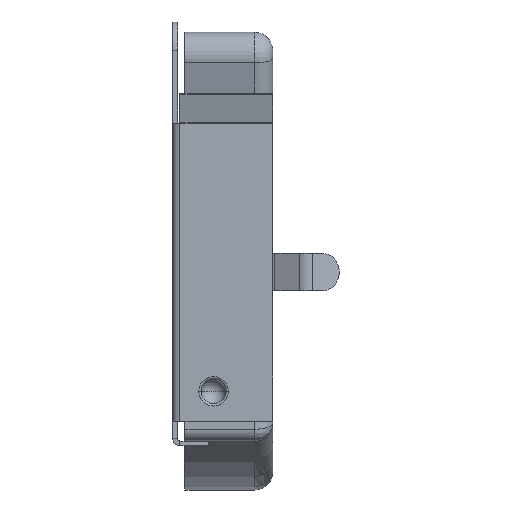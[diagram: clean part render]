
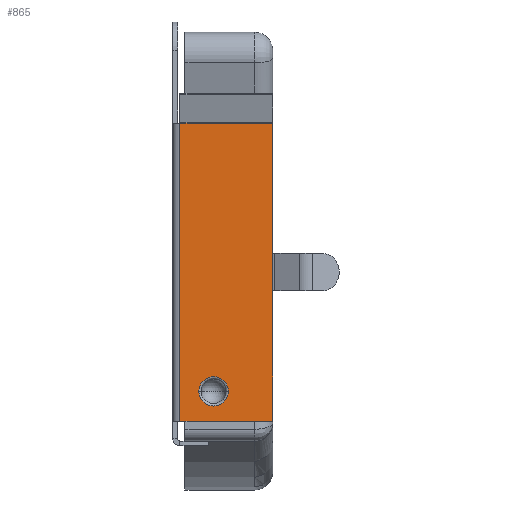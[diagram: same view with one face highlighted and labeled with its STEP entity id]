
A CAD part, left-side view. The second image highlights one B-rep face of the part: STEP entity #865.
In plain terms, the highlighted planar face has unit normal (-1, 0, 0).
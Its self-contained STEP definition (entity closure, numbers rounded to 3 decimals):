
#107 = EDGE_CURVE ( 'NONE', #2568, #5892, #2410, .T. ) ;
#203 = LINE ( 'NONE', #5173, #6713 ) ;
#593 = CARTESIAN_POINT ( 'NONE',  ( -9.35, 3.89, -7.85 ) ) ;
#596 = VECTOR ( 'NONE', #5741, 1000. ) ;
#811 = ORIENTED_EDGE ( 'NONE', *, *, #6107, .T. ) ;
#865 = ADVANCED_FACE ( 'NONE', ( #6604, #4967 ), #1869, .T. ) ;
#912 = DIRECTION ( 'NONE',  ( 0., -1., 0. ) ) ;
#957 = EDGE_LOOP ( 'NONE', ( #4499, #5935, #3909, #1667, #811, #4396 ) ) ;
#1067 = DIRECTION ( 'NONE',  ( 0., 0., -1. ) ) ;
#1090 = LINE ( 'NONE', #6567, #5552 ) ;
#1142 = AXIS2_PLACEMENT_3D ( 'NONE', #1513, #6694, #912 ) ;
#1363 = CARTESIAN_POINT ( 'NONE',  ( -9.35, 0., -7.85 ) ) ;
#1513 = CARTESIAN_POINT ( 'NONE',  ( -9.35, 2.48, -6.6 ) ) ;
#1631 = CARTESIAN_POINT ( 'NONE',  ( -9.35, 3.097, -6.6 ) ) ;
#1667 = ORIENTED_EDGE ( 'NONE', *, *, #4645, .F. ) ;
#1827 = DIRECTION ( 'NONE',  ( 0., 0., -1. ) ) ;
#1856 = CARTESIAN_POINT ( 'NONE',  ( -9.35, 1.863, -6.6 ) ) ;
#1869 = PLANE ( 'NONE',  #2804 ) ;
#1910 = DIRECTION ( 'NONE',  ( -1., 0., 0. ) ) ;
#1995 = EDGE_LOOP ( 'NONE', ( #4138, #2999 ) ) ;
#2076 = VECTOR ( 'NONE', #2265, 1000. ) ;
#2251 = CARTESIAN_POINT ( 'NONE',  ( -9.35, 2.48, -6.6 ) ) ;
#2265 = DIRECTION ( 'NONE',  ( 0., -1., 0. ) ) ;
#2410 = LINE ( 'NONE', #4385, #2076 ) ;
#2412 = EDGE_CURVE ( 'NONE', #6669, #5964, #3438, .T. ) ;
#2568 = VERTEX_POINT ( 'NONE', #5389 ) ;
#2693 = CARTESIAN_POINT ( 'NONE',  ( -9.35, 0., -7.85 ) ) ;
#2728 = CARTESIAN_POINT ( 'NONE',  ( -9.35, 0., -0.815 ) ) ;
#2804 = AXIS2_PLACEMENT_3D ( 'NONE', #4515, #1910, #4011 ) ;
#2895 = DIRECTION ( 'NONE',  ( 0., 1., 0. ) ) ;
#2999 = ORIENTED_EDGE ( 'NONE', *, *, #3665, .T. ) ;
#3007 = VERTEX_POINT ( 'NONE', #4044 ) ;
#3438 = CIRCLE ( 'NONE', #1142, 0.617 ) ;
#3470 = LINE ( 'NONE', #6832, #596 ) ;
#3665 = EDGE_CURVE ( 'NONE', #5964, #6669, #4335, .T. ) ;
#3877 = AXIS2_PLACEMENT_3D ( 'NONE', #2251, #5884, #4845 ) ;
#3909 = ORIENTED_EDGE ( 'NONE', *, *, #6114, .F. ) ;
#4011 = DIRECTION ( 'NONE',  ( 0., -1., 0. ) ) ;
#4044 = CARTESIAN_POINT ( 'NONE',  ( -9.35, 0., -2.385 ) ) ;
#4138 = ORIENTED_EDGE ( 'NONE', *, *, #2412, .T. ) ;
#4166 = VERTEX_POINT ( 'NONE', #2728 ) ;
#4335 = CIRCLE ( 'NONE', #3877, 0.617 ) ;
#4385 = CARTESIAN_POINT ( 'NONE',  ( -9.35, 0., 4.65 ) ) ;
#4396 = ORIENTED_EDGE ( 'NONE', *, *, #6772, .F. ) ;
#4499 = ORIENTED_EDGE ( 'NONE', *, *, #107, .F. ) ;
#4515 = CARTESIAN_POINT ( 'NONE',  ( -9.35, 0., 0. ) ) ;
#4645 = EDGE_CURVE ( 'NONE', #3007, #5478, #203, .T. ) ;
#4845 = DIRECTION ( 'NONE',  ( 0., -1., 0. ) ) ;
#4872 = CARTESIAN_POINT ( 'NONE',  ( -9.35, 0., -2.385 ) ) ;
#4959 = VECTOR ( 'NONE', #1827, 1000. ) ;
#4967 = FACE_OUTER_BOUND ( 'NONE', #957, .T. ) ;
#4972 = LINE ( 'NONE', #4872, #5711 ) ;
#5173 = CARTESIAN_POINT ( 'NONE',  ( -9.35, 0., -7.85 ) ) ;
#5389 = CARTESIAN_POINT ( 'NONE',  ( -9.35, 3.89, 4.65 ) ) ;
#5478 = VERTEX_POINT ( 'NONE', #2693 ) ;
#5552 = VECTOR ( 'NONE', #2895, 1000. ) ;
#5711 = VECTOR ( 'NONE', #6078, 1000. ) ;
#5741 = DIRECTION ( 'NONE',  ( 0., 0., -1. ) ) ;
#5884 = DIRECTION ( 'NONE',  ( 1., 0., 0. ) ) ;
#5892 = VERTEX_POINT ( 'NONE', #5918 ) ;
#5918 = CARTESIAN_POINT ( 'NONE',  ( -9.35, 0., 4.65 ) ) ;
#5935 = ORIENTED_EDGE ( 'NONE', *, *, #6325, .T. ) ;
#5964 = VERTEX_POINT ( 'NONE', #1631 ) ;
#6078 = DIRECTION ( 'NONE',  ( 0., 0., 1. ) ) ;
#6107 = EDGE_CURVE ( 'NONE', #3007, #4166, #4972, .T. ) ;
#6114 = EDGE_CURVE ( 'NONE', #5478, #6448, #1090, .T. ) ;
#6276 = LINE ( 'NONE', #1363, #4959 ) ;
#6325 = EDGE_CURVE ( 'NONE', #2568, #6448, #3470, .T. ) ;
#6448 = VERTEX_POINT ( 'NONE', #593 ) ;
#6567 = CARTESIAN_POINT ( 'NONE',  ( -9.35, 3.99, -7.85 ) ) ;
#6604 = FACE_BOUND ( 'NONE', #1995, .T. ) ;
#6669 = VERTEX_POINT ( 'NONE', #1856 ) ;
#6694 = DIRECTION ( 'NONE',  ( 1., 0., 0. ) ) ;
#6713 = VECTOR ( 'NONE', #1067, 1000. ) ;
#6772 = EDGE_CURVE ( 'NONE', #5892, #4166, #6276, .T. ) ;
#6832 = CARTESIAN_POINT ( 'NONE',  ( -9.35, 3.89, 0. ) ) ;
